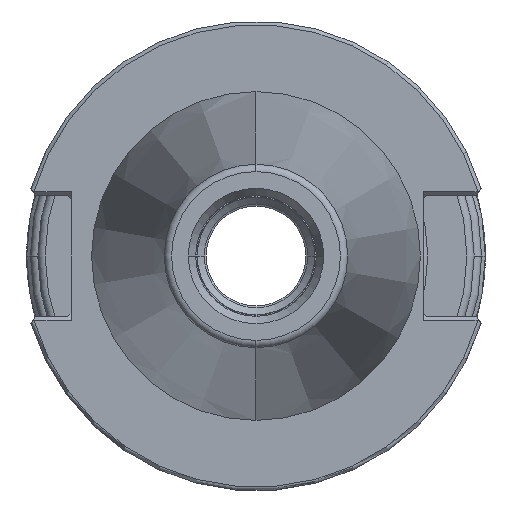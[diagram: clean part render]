
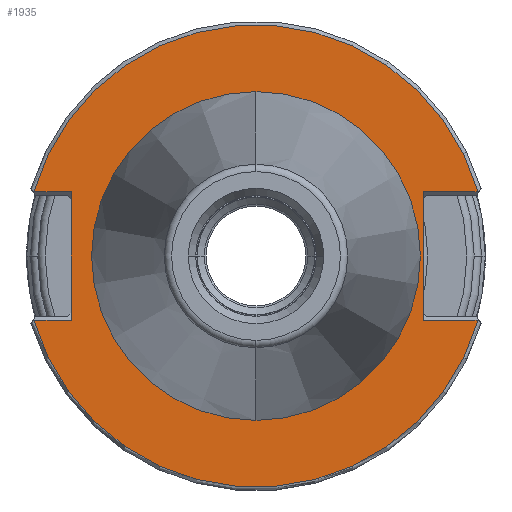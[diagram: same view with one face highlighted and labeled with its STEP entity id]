
A CAD part, left-side view. The second image highlights one B-rep face of the part: STEP entity #1935.
In plain terms, the highlighted planar face has unit normal (-1, 0, 0).
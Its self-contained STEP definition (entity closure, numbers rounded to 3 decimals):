
#116=CARTESIAN_POINT('',(3.175,0.,0.));
#117=DIRECTION('',(1.,0.,0.));
#118=DIRECTION('',(0.,1.,0.));
#119=AXIS2_PLACEMENT_3D('',#116,#117,#118);
#121=CARTESIAN_POINT('',(3.175,0.,0.));
#122=DIRECTION('',(1.,0.,0.));
#123=DIRECTION('',(0.,-1.,0.));
#124=AXIS2_PLACEMENT_3D('',#121,#122,#123);
#126=DIRECTION('',(0.,-1.,0.));
#127=VECTOR('',#126,5.017);
#128=CARTESIAN_POINT('',(3.175,30.017,8.69));
#129=LINE('',#128,#127);
#130=DIRECTION('',(0.,-1.,0.));
#131=VECTOR('',#130,7.417);
#132=CARTESIAN_POINT('',(3.175,-22.6,8.69));
#133=LINE('',#132,#131);
#134=DIRECTION('',(0.,1.,0.));
#135=VECTOR('',#134,7.417);
#136=CARTESIAN_POINT('',(3.175,-30.017,-8.69));
#137=LINE('',#136,#135);
#138=DIRECTION('',(0.,1.,0.));
#139=VECTOR('',#138,5.017);
#140=CARTESIAN_POINT('',(3.175,25.,-8.69));
#141=LINE('',#140,#139);
#168=DIRECTION('',(0.,0.,-1.));
#169=VECTOR('',#168,17.38);
#170=CARTESIAN_POINT('',(3.175,25.,8.69));
#171=LINE('',#170,#169);
#272=CARTESIAN_POINT('',(3.175,0.,0.));
#273=DIRECTION('',(-1.,0.,0.));
#274=DIRECTION('',(0.,0.961,-0.278));
#275=AXIS2_PLACEMENT_3D('',#272,#273,#274);
#304=DIRECTION('',(0.,0.,1.));
#305=VECTOR('',#304,17.38);
#306=CARTESIAN_POINT('',(3.175,-22.6,-8.69));
#307=LINE('',#306,#305);
#542=CARTESIAN_POINT('',(3.175,0.,0.));
#543=DIRECTION('',(-1.,0.,0.));
#544=DIRECTION('',(0.,-0.961,0.278));
#545=AXIS2_PLACEMENT_3D('',#542,#543,#544);
#1476=CARTESIAN_POINT('',(3.175,22.2,0.));
#1477=CARTESIAN_POINT('',(3.175,-22.2,0.));
#1478=VERTEX_POINT('',#1476);
#1479=VERTEX_POINT('',#1477);
#1532=CARTESIAN_POINT('',(3.175,30.017,8.69));
#1533=CARTESIAN_POINT('',(3.175,25.,8.69));
#1534=VERTEX_POINT('',#1532);
#1535=VERTEX_POINT('',#1533);
#1540=CARTESIAN_POINT('',(3.175,25.,-8.69));
#1541=CARTESIAN_POINT('',(3.175,30.017,-8.69));
#1542=VERTEX_POINT('',#1540);
#1543=VERTEX_POINT('',#1541);
#1548=CARTESIAN_POINT('',(3.175,-22.6,8.69));
#1549=CARTESIAN_POINT('',(3.175,-30.017,8.69));
#1550=VERTEX_POINT('',#1548);
#1551=VERTEX_POINT('',#1549);
#1556=CARTESIAN_POINT('',(3.175,-30.017,
-8.69));
#1557=CARTESIAN_POINT('',(3.175,-22.6,-8.69));
#1558=VERTEX_POINT('',#1556);
#1559=VERTEX_POINT('',#1557);
#1908=CARTESIAN_POINT('',(3.175,0.,0.));
#1909=DIRECTION('',(1.,0.,0.));
#1910=DIRECTION('',(0.,0.,1.));
#1911=AXIS2_PLACEMENT_3D('',#1908,#1909,#1910);
#1912=PLANE('',#1911);
#1914=ORIENTED_EDGE('',*,*,#1913,.F.);
#1916=ORIENTED_EDGE('',*,*,#1915,.F.);
#1918=ORIENTED_EDGE('',*,*,#1917,.F.);
#1920=ORIENTED_EDGE('',*,*,#1919,.F.);
#1922=ORIENTED_EDGE('',*,*,#1921,.F.);
#1924=ORIENTED_EDGE('',*,*,#1923,.F.);
#1926=ORIENTED_EDGE('',*,*,#1925,.F.);
#1928=ORIENTED_EDGE('',*,*,#1927,.F.);
#1929=EDGE_LOOP('',(#1914,#1916,#1918,#1920,#1922,#1924,#1926,#1928));
#1930=FACE_OUTER_BOUND('',#1929,.F.);
#1931=ORIENTED_EDGE('',*,*,#1861,.F.);
#1932=ORIENTED_EDGE('',*,*,#1876,.F.);
#1933=EDGE_LOOP('',(#1931,#1932));
#1934=FACE_BOUND('',#1933,.F.);
#1935=ADVANCED_FACE('',(#1930,#1934),#1912,.F.);
#120=CIRCLE('',#119,22.2);
#125=CIRCLE('',#124,22.2);
#276=CIRCLE('',#275,31.25);
#546=CIRCLE('',#545,31.25);
#1861=EDGE_CURVE('',#1478,#1479,#120,.T.);
#1876=EDGE_CURVE('',#1479,#1478,#125,.T.);
#1913=EDGE_CURVE('',#1534,#1535,#129,.T.);
#1915=EDGE_CURVE('',#1551,#1534,#546,.T.);
#1917=EDGE_CURVE('',#1550,#1551,#133,.T.);
#1919=EDGE_CURVE('',#1559,#1550,#307,.T.);
#1921=EDGE_CURVE('',#1558,#1559,#137,.T.);
#1923=EDGE_CURVE('',#1543,#1558,#276,.T.);
#1925=EDGE_CURVE('',#1542,#1543,#141,.T.);
#1927=EDGE_CURVE('',#1535,#1542,#171,.T.);
